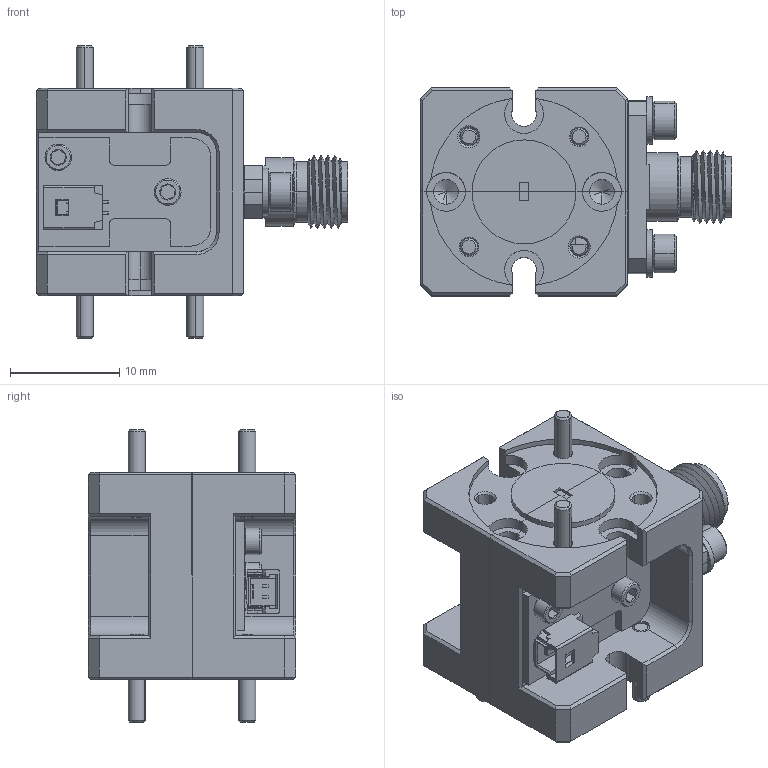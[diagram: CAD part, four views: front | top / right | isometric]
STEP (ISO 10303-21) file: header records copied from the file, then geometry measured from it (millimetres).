
FILE_DESCRIPTION (( 'STEP AP214' ), '1' );
FILE_NAME ('FB-ED-2-A-2, Defeatured.STEP', '2024-12-17T02:11:54', ( '' ), ( '' ), 'SwSTEP 2.0', 'SolidWorks 2021', '' );
FILE_SCHEMA (( 'AUTOMOTIVE_DESIGN' ));
Length unit declared in the file: inch
Products named in the file (1): FB-ED-2-A-2, Defeatured
Bounding box: 28.57 x 19.05 x 26.8 mm (x, y, z)
Volume: 4918.4 mm3; surface area: 5093.9 mm2
Topology: 15 solids, 15 shells, 720 faces, 1743 edges, 1068 vertices
Faces by surface type: plane 395, cone 164, cylinder 157, torus 2, bspline 2
Entity records: 30988 total; most frequent: CARTESIAN_POINT 4526, DIRECTION 3565, ORIENTED_EDGE 3462, EDGE_CURVE 1731, AXIS2_PLACEMENT_3D 1199, LINE 1167, VECTOR 1167, VERTEX_POINT 1068
